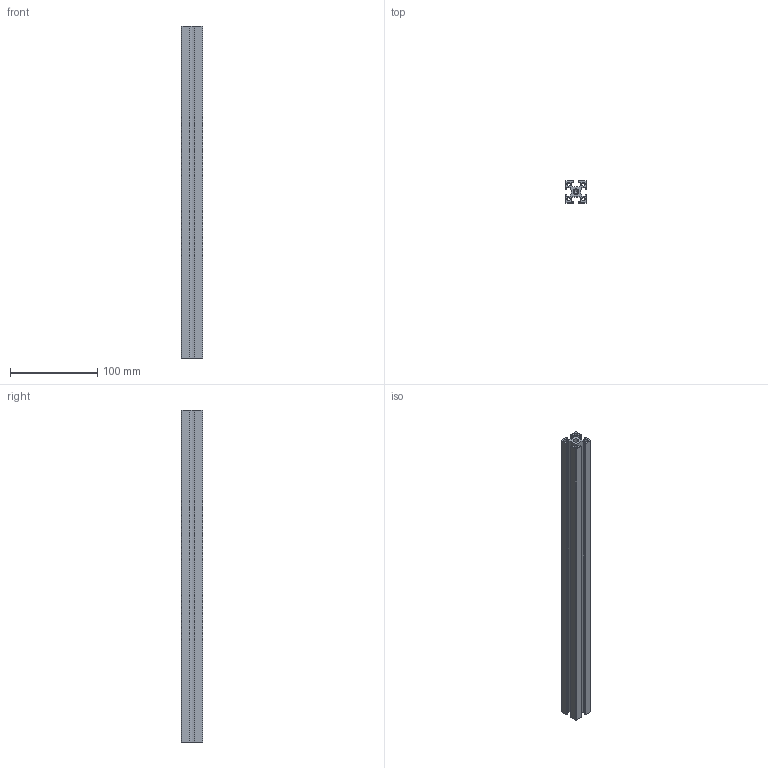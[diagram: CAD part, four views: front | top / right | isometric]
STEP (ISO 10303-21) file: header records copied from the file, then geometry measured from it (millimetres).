
FILE_DESCRIPTION (( 'STEP AP214' ), '1' );
FILE_NAME ('18785-E0W.STEP', '2008-11-04T19:25:14', ( '' ), ( '' ), 'SwSTEP 2.0', 'SolidWorks 2007', '' );
FILE_SCHEMA (( 'AUTOMOTIVE_DESIGN' ));
Length unit declared in the file: millimetre
Products named in the file (1): 18785-E0W
Bounding box: 24.99 x 24.99 x 381 mm (x, y, z)
Volume: 118237 mm3; surface area: 88099.9 mm2
Topology: 1 solids, 1 shells, 73 faces, 203 edges, 132 vertices
Faces by surface type: plane 48, cylinder 21, cone 4
Entity records: 3141 total; most frequent: CARTESIAN_POINT 405, ORIENTED_EDGE 398, DIRECTION 389, EDGE_CURVE 199, VECTOR 157, LINE 157, VERTEX_POINT 132, AXIS2_PLACEMENT_3D 116
